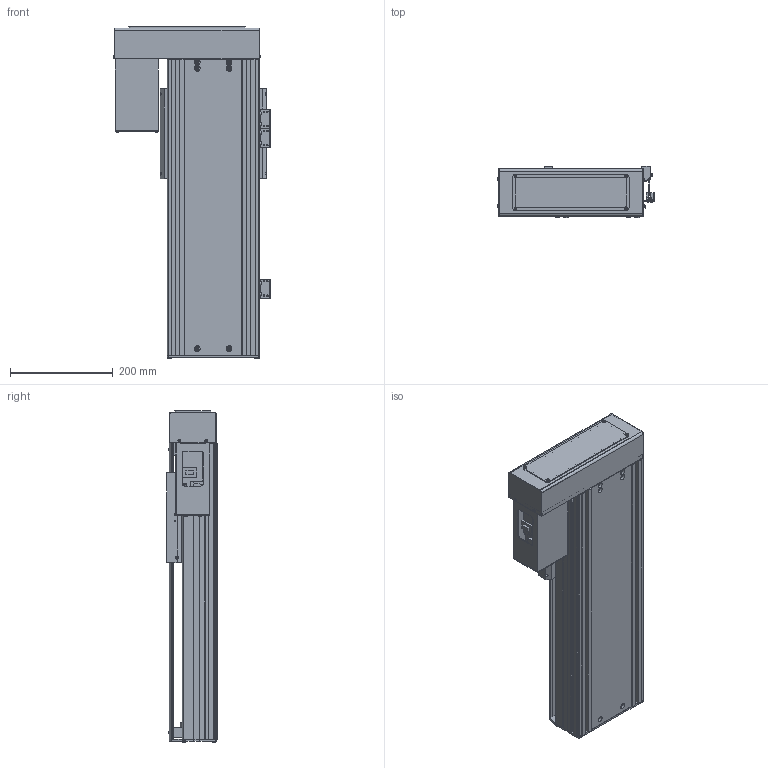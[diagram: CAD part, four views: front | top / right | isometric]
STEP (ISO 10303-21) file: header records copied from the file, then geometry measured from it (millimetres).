
FILE_DESCRIPTION (( 'STEP AP203' ), '1' );
FILE_NAME ('HR180-XX1-PL-300-XX-SR-OF.STEP', '2020-07-31T05:29:43', ( '彌營遵' ), ( '' ), 'SwSTEP 2.0', 'SolidWorks 2013', '' );
FILE_SCHEMA (( 'CONFIG_CONTROL_DESIGN' ));
Length unit declared in the file: millimetre
Products named in the file (33): 渠蘆 犒餌LM RAIL(SR20W) - X蹴1; pan cross head_ks_KS 1023 PC- M3 x 5-N; HR奢辨 SENSOR BRK; SENSOR_2; 180 BH(雖雖); 渠蘆 犒餌180 lm bolck1; hg-kr43_; EE-SX-674_ル遽; 180 捍纺屈 BH(绊沥); 180 CARRIER; HR180-XX1-PL-300-XX-SR-OF; FRONT PLATE ASSY(PL); socket head cap screw_ks_KS 1003 - M3 x 5 x 5-N; LM RAIL(SR20W) - X蹴; 180 END COVER; 180 SNESOR DOG_1; socket head cap screw_ks_KS 1003 - M3 x 10 x 10-N; 180 front plate; 180 lm bolck; spring lock washer_ks_KS 1324 - M3; 180 FPC; 180 UPPER COVER(P, X蹴)-300; HR180_SENSOR DOG(ASSY)_1; 180 煽溺⑽ 唯衛璽; 180 ballnut; pan cross head_ks_KS 1023 PC- M4 x 6-N; 180 MOTOR COVER C; 180 bearing cap; socket head cap screw_ks_KS 1003 - M4 x 10 x 10-N; 180 MOTOR COVER; 180 damper; SENSOR_1; HR180 X,Y BASE P-300
Assembly tree (67 placements, depth 3):
  HR180-XX1-PL-300-XX-SR-OF
    HR180 X,Y BASE P-300
    180 BH(雖雖)
    180 CARRIER
    180 END COVER
    180 lm bolck  x2
    180 UPPER COVER(P, X蹴)-300
    180 ballnut
    180 bearing cap
    180 damper  x2
    SENSOR_1  x2
      HR奢辨 SENSOR BRK
      EE-SX-674_ル遽
      socket head cap screw_ks_KS 1003 - M3 x 5 x 5-N
      socket head cap screw_ks_KS 1003 - M3 x 10 x 10-N
    SENSOR_2
      HR奢辨 SENSOR BRK
      EE-SX-674_ル遽
      socket head cap screw_ks_KS 1003 - M3 x 5 x 5-N  x2
      socket head cap screw_ks_KS 1003 - M3 x 10 x 10-N  x2
    180 捍纺屈 BH(绊沥)
    LM RAIL(SR20W) - X蹴
    HR奢辨 SENSOR BRK  x3
    FRONT PLATE ASSY(PL)
      180 front plate
      180 FPC
      180 煽溺⑽ 唯衛璽
      180 MOTOR COVER C
      180 MOTOR COVER
      pan cross head_ks_KS 1023 PC- M3 x 5-N  x12
      hg-kr43_
    HR180_SENSOR DOG(ASSY)_1
      180 SNESOR DOG_1
      socket head cap screw_ks_KS 1003 - M3 x 5 x 5-N  x2
      spring lock washer_ks_KS 1324 - M3  x2
    pan cross head_ks_KS 1023 PC- M4 x 6-N  x4
    socket head cap screw_ks_KS 1003 - M4 x 10 x 10-N  x4
    渠蘆 犒餌LM RAIL(SR20W) - X蹴1
    渠蘆 犒餌180 lm bolck1  x2
Bounding box: 305.45 x 99 x 646.15 mm (x, y, z)
Volume: 4952140.8 mm3; surface area: 1688629.4 mm2
Topology: 68 solids, 68 shells, 3608 faces, 9180 edges, 5738 vertices
Faces by surface type: plane 1788, cylinder 1175, cone 441, torus 172, sphere 32
Entity records: 69514 total; most frequent: DIRECTION 11711, CARTESIAN_POINT 11336, ORIENTED_EDGE 10764, EDGE_CURVE 5382, AXIS2_PLACEMENT_3D 4192, VERTEX_POINT 3517, VECTOR 3327, LINE 3327
